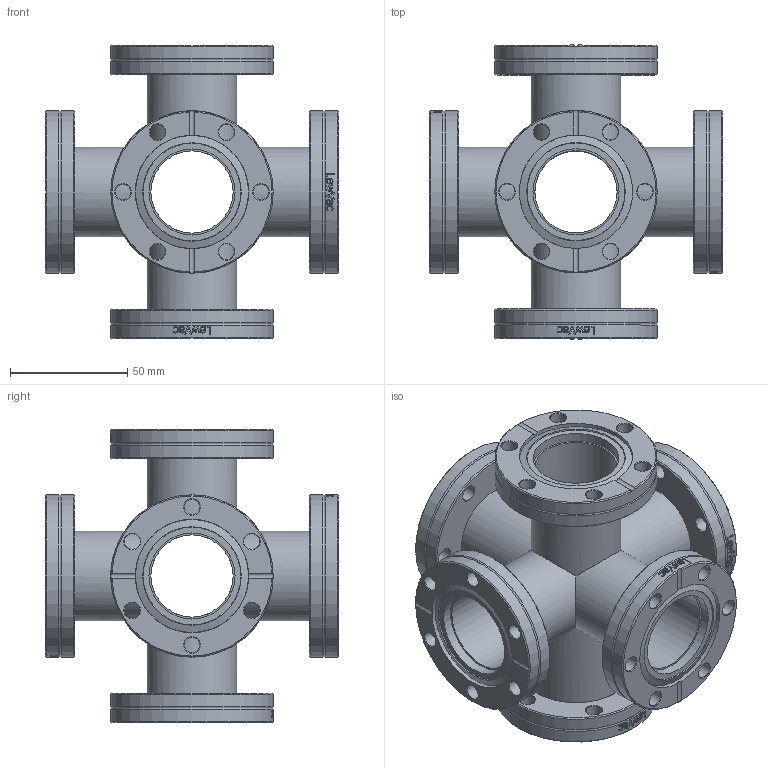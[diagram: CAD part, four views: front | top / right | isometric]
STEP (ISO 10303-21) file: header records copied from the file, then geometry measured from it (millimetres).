
FILE_DESCRIPTION(/* description */ (''),/* implementation_level */ '2;1');
FILE_NAME(/* name */ 'FL-6X40CF.stp',/* time_stamp */ '2018-03-02T13:48:39+00:00',/* author */ ('paul'),/* organization */ (''),/* preprocessor_version */ 'ST-DEVELOPER v17',/* originating_system */ 'Autodesk Inventor 2018',/* authorisation */ '');
FILE_SCHEMA (('AUTOMOTIVE_DESIGN { 1 0 10303 214 3 1 1 }'));
Length unit declared in the file: millimetre
Products named in the file (6): FL-6X40CF; FL-40CFR-38; FL-40CF-OUT; FL-40CF-INB38.1; TUBE2; FL-40CF-38
Assembly tree (14 placements, depth 3):
  FL-6X40CF
    TUBE2  x6
    FL-40CFR-38  x3
      FL-40CF-OUT
      FL-40CF-INB38.1
    FL-40CF-38  x3
Bounding box: 125 x 125 x 125 mm (x, y, z)
Volume: 214783 mm3; surface area: 131056.1 mm2
Topology: 15 solids, 15 shells, 819 faces, 2256 edges, 1509 vertices
Faces by surface type: plane 318, bspline 246, cylinder 144, cone 105, torus 6
Full cylindrical faces by diameter (mm): 6.7 x36, 35 x6, 36.6 x6, 38.1 x6, 38.2 x6, 45.5 x3, 48.1 x3, 48.26 x3, 48.3 x3, 69.1 x12
Entity records: 11773 total; most frequent: CARTESIAN_POINT 4973, ORIENTED_EDGE 1468, DIRECTION 1223, EDGE_CURVE 734, VERTEX_POINT 491, AXIS2_PLACEMENT_3D 469, EDGE_LOOP 313, LINE 285
